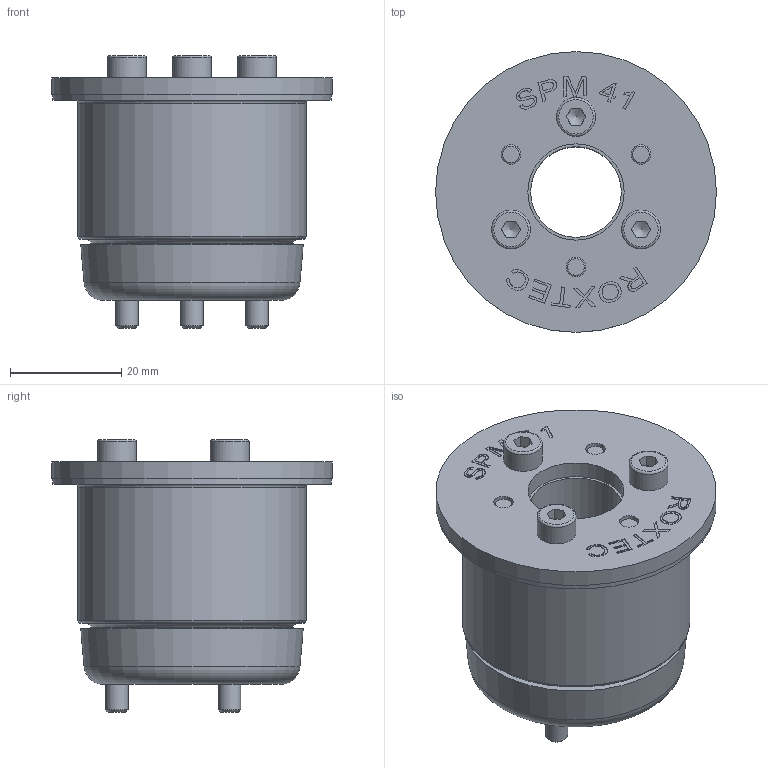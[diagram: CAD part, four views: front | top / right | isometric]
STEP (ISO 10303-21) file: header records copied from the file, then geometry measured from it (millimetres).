
FILE_DESCRIPTION((''),'2;1');
FILE_NAME('SPM41.stp','2016-02-02T11:18:27',(''),(''),'Autodesk Inventor 2013','Autodesk Inventor 2013','');
FILE_SCHEMA(('AUTOMOTIVE_DESIGN { 1 0 10303 214 1 1 1 1 }'));
Length unit declared in the file: millimetre
Products named in the file (6): SPM-Iassembly; 100-038500; 100-038504; 100-038505; 100-038506; ISO 4762 M4 x 40
Assembly tree (7 placements, depth 3):
  SPM-Iassembly
    100-038500
      100-038504
      100-038505
      100-038506
      ISO 4762 M4 x 40  x3
Bounding box: 50.5 x 50.5 x 49 mm (x, y, z)
Volume: 45910 mm3; surface area: 21056.2 mm2
Topology: 6 solids, 6 shells, 296 faces, 744 edges, 488 vertices
Faces by surface type: plane 161, bspline 70, cylinder 34, cone 16, torus 15
Full cylindrical faces by diameter (mm): 3 x3, 3.4 x3, 3.5 x3, 3.9 x6, 4 x6, 4.3 x3, 5 x1, 7 x3, 16.3 x1, 17.3 x2, 41 x1, 50 x1, 50.5 x1
Entity records: 8251 total; most frequent: CARTESIAN_POINT 2279, ORIENTED_EDGE 1230, DIRECTION 964, EDGE_CURVE 615, VERTEX_POINT 436, VECTOR 390, LINE 390, EDGE_LOOP 375
